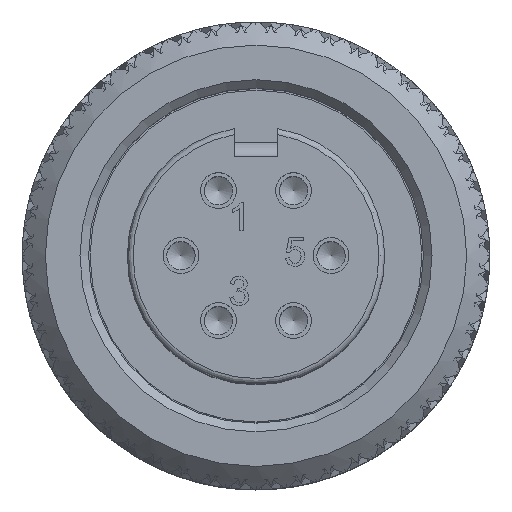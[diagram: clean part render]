
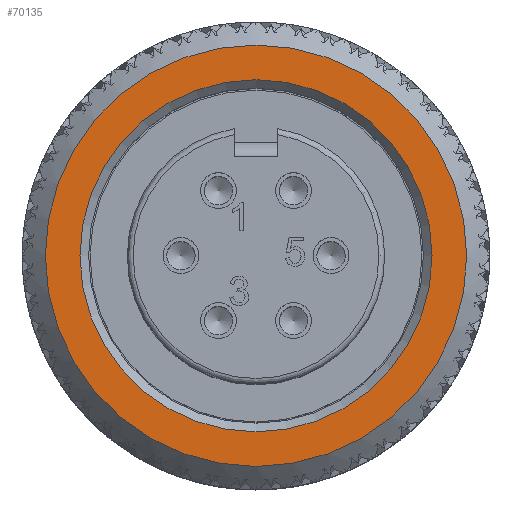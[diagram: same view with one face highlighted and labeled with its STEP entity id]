
A CAD part, top view. The second image highlights one B-rep face of the part: STEP entity #70135.
In plain terms, the highlighted planar face has unit normal (0, 0, 1).
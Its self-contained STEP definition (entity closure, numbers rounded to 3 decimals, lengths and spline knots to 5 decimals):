
#1378=FACE_BOUND('',#8218,.T.);
#1520=PLANE('',#74495);
#3999=FACE_OUTER_BOUND('',#8217,.T.);
#8217=EDGE_LOOP('',(#42341));
#8218=EDGE_LOOP('',(#42342));
#21162=CIRCLE('',#74492,0.305);
#21165=CIRCLE('',#74496,0.365);
#24352=VERTEX_POINT('',#86905);
#24355=VERTEX_POINT('',#86913);
#30798=EDGE_CURVE('',#24352,#24352,#21162,.T.);
#30802=EDGE_CURVE('',#24355,#24355,#21165,.T.);
#42341=ORIENTED_EDGE('',*,*,#30802,.F.);
#42342=ORIENTED_EDGE('',*,*,#30798,.F.);
#70135=ADVANCED_FACE('',(#3999,#1378),#1520,.F.);
#74492=AXIS2_PLACEMENT_3D('',#86906,#77921,#77922);
#74495=AXIS2_PLACEMENT_3D('',#86912,#77928,#77929);
#74496=AXIS2_PLACEMENT_3D('',#86914,#77930,#77931);
#77921=DIRECTION('center_axis',(0.,0.,1.));
#77922=DIRECTION('ref_axis',(-1.,0.,0.));
#77928=DIRECTION('center_axis',(0.,0.,-1.));
#77929=DIRECTION('ref_axis',(-1.,0.,0.));
#77930=DIRECTION('center_axis',(0.,0.,-1.));
#77931=DIRECTION('ref_axis',(-1.,0.,0.));
#86905=CARTESIAN_POINT('',(0.305,0.,0.25));
#86906=CARTESIAN_POINT('Origin',(0.,0.,0.25));
#86912=CARTESIAN_POINT('Origin',(0.,0.,0.25));
#86913=CARTESIAN_POINT('',(0.365,0.,0.25));
#86914=CARTESIAN_POINT('Origin',(0.,0.,0.25));
